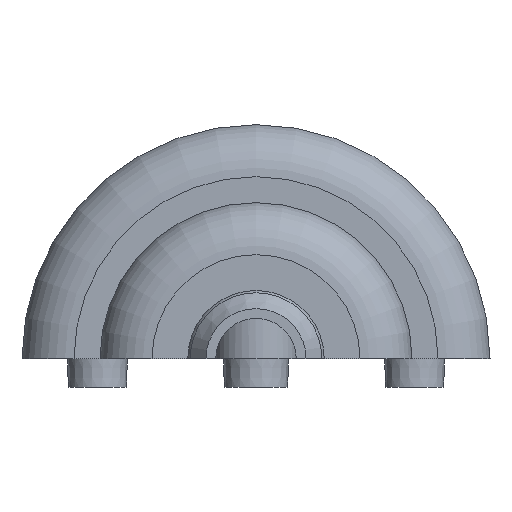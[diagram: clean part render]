
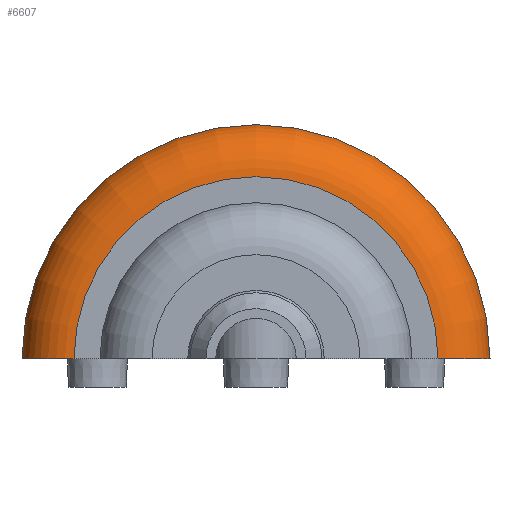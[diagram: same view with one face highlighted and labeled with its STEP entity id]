
A CAD part, front view. The second image highlights one B-rep face of the part: STEP entity #6607.
In plain terms, the highlighted toroidal (fillet/blend) face has major radius 17.78 mm and minor radius 5.08 mm.
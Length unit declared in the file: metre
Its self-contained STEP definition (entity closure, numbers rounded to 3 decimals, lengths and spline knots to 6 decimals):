
#102=TOROIDAL_SURFACE('',#7190,0.01778,0.00508);
#315=CIRCLE('',#6997,0.00508);
#326=CIRCLE('',#7009,0.00508);
#426=CIRCLE('',#7155,0.02286);
#436=CIRCLE('',#7172,0.01778);
#2542=ORIENTED_EDGE('',*,*,#4086,.T.);
#2543=ORIENTED_EDGE('',*,*,#4473,.T.);
#2544=ORIENTED_EDGE('',*,*,#4044,.T.);
#2545=ORIENTED_EDGE('',*,*,#4484,.T.);
#4044=EDGE_CURVE('',#5065,#5064,#315,.F.);
#4086=EDGE_CURVE('',#5107,#5106,#326,.T.);
#4473=EDGE_CURVE('',#5106,#5065,#426,.F.);
#4484=EDGE_CURVE('',#5064,#5107,#436,.T.);
#5064=VERTEX_POINT('',#9877);
#5065=VERTEX_POINT('',#9879);
#5106=VERTEX_POINT('',#9962);
#5107=VERTEX_POINT('',#9964);
#5719=EDGE_LOOP('',(#2542,#2543,#2544,#2545));
#6173=FACE_BOUND('',#5719,.T.);
#6607=ADVANCED_FACE('',(#6173),#102,.T.);
#6997=AXIS2_PLACEMENT_3D('',#9878,#7787,#7788);
#7009=AXIS2_PLACEMENT_3D('',#9963,#7842,#7843);
#7155=AXIS2_PLACEMENT_3D('',#11069,#8345,#8346);
#7172=AXIS2_PLACEMENT_3D('',#11099,#8379,#8380);
#7190=AXIS2_PLACEMENT_3D('',#11117,#8415,#8416);
#7787=DIRECTION('',(0.,0.,-1.));
#7788=DIRECTION('',(-1.,0.,0.));
#7842=DIRECTION('',(0.,0.,1.));
#7843=DIRECTION('',(1.,0.,0.));
#8345=DIRECTION('',(0.,1.,0.));
#8346=DIRECTION('',(0.,0.,1.));
#8379=DIRECTION('',(0.,1.,0.));
#8380=DIRECTION('',(0.,0.,1.));
#8415=DIRECTION('',(0.,-1.,0.));
#8416=DIRECTION('',(0.,0.,1.));
#9877=CARTESIAN_POINT('',(-0.01778,0.,0.0762));
#9878=CARTESIAN_POINT('',(-0.01778,0.00508,0.0762));
#9879=CARTESIAN_POINT('',(-0.02286,0.00508,0.0762));
#9962=CARTESIAN_POINT('',(0.02286,0.00508,0.0762));
#9963=CARTESIAN_POINT('',(0.01778,0.00508,0.0762));
#9964=CARTESIAN_POINT('',(0.01778,0.,0.0762));
#11069=CARTESIAN_POINT('',(0.,0.00508,0.0762));
#11099=CARTESIAN_POINT('',(0.,0.,0.0762));
#11117=CARTESIAN_POINT('',(0.,0.00508,0.0762));
